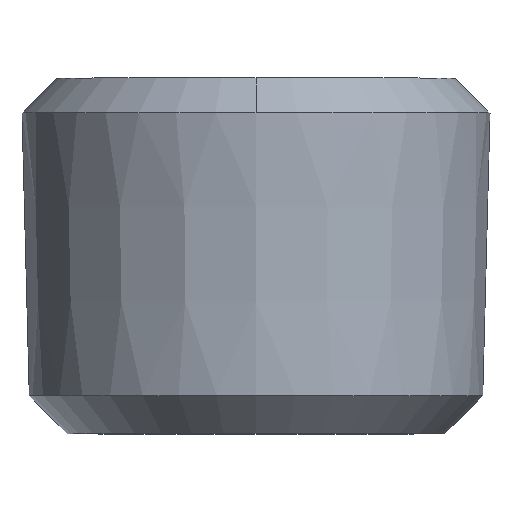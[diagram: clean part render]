
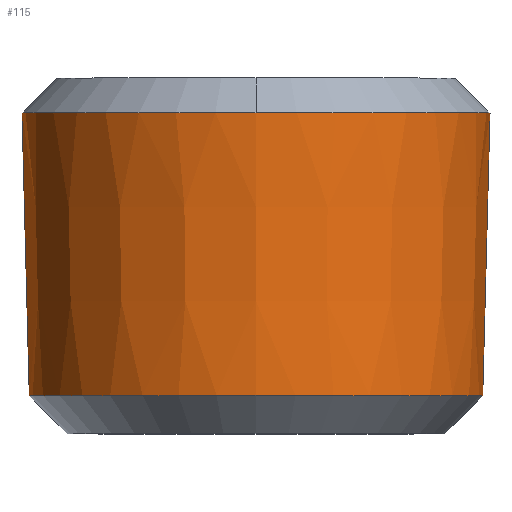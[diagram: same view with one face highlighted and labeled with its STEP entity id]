
A CAD part, top view. The second image highlights one B-rep face of the part: STEP entity #115.
In plain terms, the highlighted conical face has half-angle 1.47 degrees and reference radius 4.954 mm.
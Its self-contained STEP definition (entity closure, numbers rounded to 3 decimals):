
#5 = EDGE_CURVE ( 'NONE', #126, #6, #180, .T. ) ;
#6 = VERTEX_POINT ( 'NONE', #176 ) ;
#7 = ORIENTED_EDGE ( 'NONE', *, *, #8, .F. ) ;
#8 = EDGE_CURVE ( 'NONE', #120, #6, #175, .T. ) ;
#115 = ADVANCED_FACE ( 'NONE', ( #399 ), #396, .T. ) ;
#116 = EDGE_LOOP ( 'NONE', ( #117, #121, #124, #127, #7 ) ) ;
#117 = ORIENTED_EDGE ( 'NONE', *, *, #118, .F. ) ;
#118 = EDGE_CURVE ( 'NONE', #119, #120, #394, .T. ) ;
#119 = VERTEX_POINT ( 'NONE', #386 ) ;
#120 = VERTEX_POINT ( 'NONE', #385 ) ;
#121 = ORIENTED_EDGE ( 'NONE', *, *, #122, .T. ) ;
#122 = EDGE_CURVE ( 'NONE', #119, #123, #384, .T. ) ;
#123 = VERTEX_POINT ( 'NONE', #483 ) ;
#124 = ORIENTED_EDGE ( 'NONE', *, *, #125, .T. ) ;
#125 = EDGE_CURVE ( 'NONE', #123, #126, #730, .T. ) ;
#126 = VERTEX_POINT ( 'NONE', #726 ) ;
#127 = ORIENTED_EDGE ( 'NONE', *, *, #5, .T. ) ;
#172 = DIRECTION ( 'NONE',  ( -0.026, 1., 0. ) ) ;
#173 = VECTOR ( 'NONE', #172, 1000. ) ;
#174 = CARTESIAN_POINT ( 'NONE',  ( -4.954, 7.5, 0. ) ) ;
#175 = LINE ( 'NONE', #174, #173 ) ;
#176 = CARTESIAN_POINT ( 'NONE',  ( -4.935, 6.765, 0. ) ) ;
#177 = DIRECTION ( 'NONE',  ( -1., 0., 0. ) ) ;
#178 = DIRECTION ( 'NONE',  ( 0., -1., 0. ) ) ;
#179 = AXIS2_PLACEMENT_3D ( 'NONE', #186, #178, #177 ) ;
#180 = CIRCLE ( 'NONE', #179, 4.935 ) ;
#186 = CARTESIAN_POINT ( 'NONE',  ( 0., 6.765, 0. ) ) ;
#381 = DIRECTION ( 'NONE',  ( 0.026, 1., 0. ) ) ;
#382 = VECTOR ( 'NONE', #381, 1000. ) ;
#383 = CARTESIAN_POINT ( 'NONE',  ( 4.954, 7.5, 0. ) ) ;
#384 = LINE ( 'NONE', #383, #382 ) ;
#385 = CARTESIAN_POINT ( 'NONE',  ( -4.782, 0.8, 0. ) ) ;
#386 = CARTESIAN_POINT ( 'NONE',  ( 4.782, 0.8, 0. ) ) ;
#387 = DIRECTION ( 'NONE',  ( 1., 0., 0. ) ) ;
#388 = DIRECTION ( 'NONE',  ( 0., -1., 0. ) ) ;
#389 = CARTESIAN_POINT ( 'NONE',  ( 0., 0.8, 0. ) ) ;
#390 = AXIS2_PLACEMENT_3D ( 'NONE', #389, #388, #387 ) ;
#391 = DIRECTION ( 'NONE',  ( -1., 0., 0. ) ) ;
#392 = DIRECTION ( 'NONE',  ( 0., 1., 0. ) ) ;
#393 = AXIS2_PLACEMENT_3D ( 'NONE', #395, #392, #391 ) ;
#394 = CIRCLE ( 'NONE', #390, 4.782 ) ;
#395 = CARTESIAN_POINT ( 'NONE',  ( 0., 7.5, 0. ) ) ;
#396 = CONICAL_SURFACE ( 'NONE', #393, 4.954, 0.026 ) ;
#399 = FACE_OUTER_BOUND ( 'NONE', #116, .T. ) ;
#482 = CARTESIAN_POINT ( 'NONE',  ( 0., 6.765, 0. ) ) ;
#483 = CARTESIAN_POINT ( 'NONE',  ( 4.935, 6.765, 0. ) ) ;
#726 = CARTESIAN_POINT ( 'NONE',  ( 0., 6.765, 4.935 ) ) ;
#727 = DIRECTION ( 'NONE',  ( -1., 0., 0. ) ) ;
#728 = DIRECTION ( 'NONE',  ( 0., -1., 0. ) ) ;
#729 = AXIS2_PLACEMENT_3D ( 'NONE', #482, #728, #727 ) ;
#730 = CIRCLE ( 'NONE', #729, 4.935 ) ;
